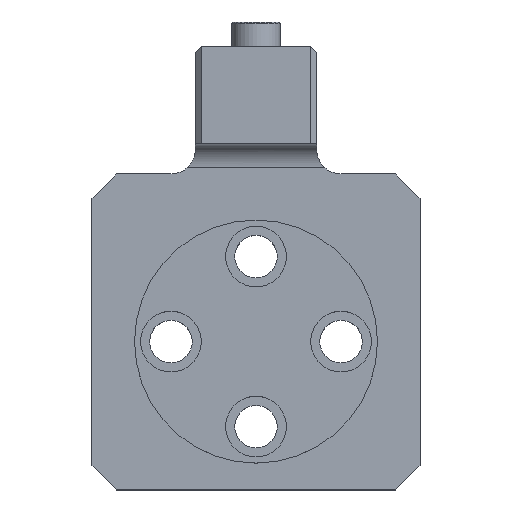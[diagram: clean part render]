
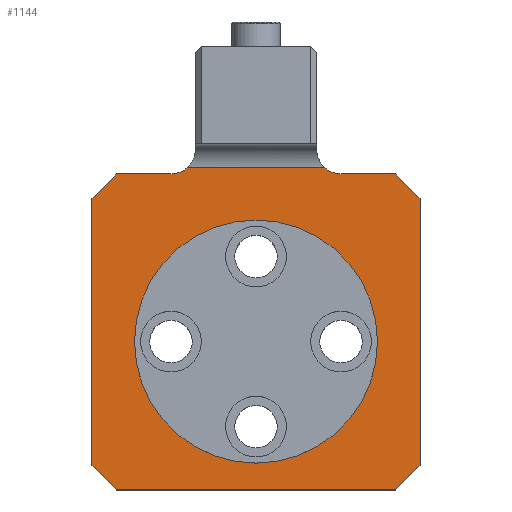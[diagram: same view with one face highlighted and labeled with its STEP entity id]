
A CAD part, top view. The second image highlights one B-rep face of the part: STEP entity #1144.
In plain terms, the highlighted planar face has unit normal (0, 0, 1).
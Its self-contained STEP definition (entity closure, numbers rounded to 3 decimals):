
#78=LINE('',#1942,#158);
#86=LINE('',#1977,#166);
#90=LINE('',#1991,#170);
#102=LINE('',#2013,#182);
#104=LINE('',#2016,#184);
#105=LINE('',#2020,#185);
#109=LINE('',#2026,#189);
#110=LINE('',#2029,#190);
#113=LINE('',#2040,#193);
#114=LINE('',#2042,#194);
#158=VECTOR('',#1582,10.);
#166=VECTOR('',#1604,10.);
#170=VECTOR('',#1618,10.);
#182=VECTOR('',#1634,10.);
#184=VECTOR('',#1638,10.);
#185=VECTOR('',#1641,10.);
#189=VECTOR('',#1647,10.);
#190=VECTOR('',#1650,10.);
#193=VECTOR('',#1665,10.);
#194=VECTOR('',#1668,10.);
#243=FACE_BOUND('',#384,.T.);
#300=FACE_OUTER_BOUND('',#383,.T.);
#383=EDGE_LOOP('',(#1008,#1009,#1010,#1011,#1012,#1013,#1014,#1015,#1016,
#1017,#1018,#1019));
#384=EDGE_LOOP('',(#1020));
#454=CIRCLE('',#1310,2.);
#456=CIRCLE('',#1314,2.);
#458=CIRCLE('',#1325,10.);
#541=VERTEX_POINT('',#1927);
#543=VERTEX_POINT('',#1941);
#549=VERTEX_POINT('',#1968);
#551=VERTEX_POINT('',#1975);
#554=VERTEX_POINT('',#1983);
#555=VERTEX_POINT('',#1989);
#556=VERTEX_POINT('',#1990);
#564=VERTEX_POINT('',#2012);
#565=VERTEX_POINT('',#2018);
#566=VERTEX_POINT('',#2019);
#567=VERTEX_POINT('',#2024);
#568=VERTEX_POINT('',#2028);
#570=VERTEX_POINT('',#2034);
#677=EDGE_CURVE('',#541,#543,#78,.T.);
#686=EDGE_CURVE('',#549,#541,#454,.T.);
#690=EDGE_CURVE('',#549,#551,#86,.T.);
#693=EDGE_CURVE('',#543,#554,#456,.T.);
#696=EDGE_CURVE('',#555,#556,#90,.T.);
#708=EDGE_CURVE('',#564,#556,#102,.T.);
#710=EDGE_CURVE('',#564,#551,#104,.T.);
#711=EDGE_CURVE('',#565,#566,#105,.T.);
#715=EDGE_CURVE('',#565,#567,#109,.T.);
#716=EDGE_CURVE('',#568,#567,#110,.T.);
#720=EDGE_CURVE('',#570,#570,#458,.T.);
#721=EDGE_CURVE('',#568,#554,#113,.T.);
#722=EDGE_CURVE('',#555,#566,#114,.T.);
#1008=ORIENTED_EDGE('',*,*,#677,.F.);
#1009=ORIENTED_EDGE('',*,*,#686,.F.);
#1010=ORIENTED_EDGE('',*,*,#690,.T.);
#1011=ORIENTED_EDGE('',*,*,#710,.F.);
#1012=ORIENTED_EDGE('',*,*,#708,.T.);
#1013=ORIENTED_EDGE('',*,*,#696,.F.);
#1014=ORIENTED_EDGE('',*,*,#722,.T.);
#1015=ORIENTED_EDGE('',*,*,#711,.F.);
#1016=ORIENTED_EDGE('',*,*,#715,.T.);
#1017=ORIENTED_EDGE('',*,*,#716,.F.);
#1018=ORIENTED_EDGE('',*,*,#721,.T.);
#1019=ORIENTED_EDGE('',*,*,#693,.F.);
#1020=ORIENTED_EDGE('',*,*,#720,.T.);
#1087=PLANE('',#1330);
#1144=ADVANCED_FACE('',(#300,#243),#1087,.T.);
#1310=AXIS2_PLACEMENT_3D('',#1970,#1597,#1598);
#1314=AXIS2_PLACEMENT_3D('',#1984,#1610,#1611);
#1325=AXIS2_PLACEMENT_3D('',#2036,#1657,#1658);
#1330=AXIS2_PLACEMENT_3D('',#2043,#1669,#1670);
#1582=DIRECTION('',(1.,0.,0.));
#1597=DIRECTION('center_axis',(0.,0.,1.));
#1598=DIRECTION('ref_axis',(0.707,-0.707,0.));
#1604=DIRECTION('',(-1.,0.,0.));
#1610=DIRECTION('center_axis',(0.,0.,1.));
#1611=DIRECTION('ref_axis',(-0.707,-0.707,0.));
#1618=DIRECTION('',(-0.707,0.707,0.));
#1634=DIRECTION('',(0.,-1.,0.));
#1638=DIRECTION('',(0.707,0.707,0.));
#1641=DIRECTION('',(-0.707,-0.707,0.));
#1647=DIRECTION('',(0.,1.,0.));
#1650=DIRECTION('',(0.707,-0.707,0.));
#1657=DIRECTION('center_axis',(0.,0.,-1.));
#1658=DIRECTION('ref_axis',(-1.,0.,0.));
#1665=DIRECTION('',(-1.,0.,0.));
#1668=DIRECTION('',(1.,0.,0.));
#1669=DIRECTION('center_axis',(0.,0.,1.));
#1670=DIRECTION('ref_axis',(1.,0.,0.));
#1927=CARTESIAN_POINT('',(-5.677,13.5,8.));
#1941=CARTESIAN_POINT('',(5.677,13.5,8.));
#1942=CARTESIAN_POINT('',(-2.5,13.5,8.));
#1968=CARTESIAN_POINT('',(-7.,13.,8.));
#1970=CARTESIAN_POINT('Origin',(-7.,15.,8.));
#1975=CARTESIAN_POINT('',(-11.5,13.,8.));
#1977=CARTESIAN_POINT('',(-5.,13.,8.));
#1983=CARTESIAN_POINT('',(7.,13.,8.));
#1984=CARTESIAN_POINT('Origin',(7.,15.,8.));
#1989=CARTESIAN_POINT('',(-11.5,-13.,8.));
#1990=CARTESIAN_POINT('',(-13.5,-11.,8.));
#1991=CARTESIAN_POINT('',(-13.336,-11.164,8.));
#2012=CARTESIAN_POINT('',(-13.5,11.,8.));
#2013=CARTESIAN_POINT('',(-13.5,13.,8.));
#2016=CARTESIAN_POINT('',(-11.414,13.086,8.));
#2018=CARTESIAN_POINT('',(13.5,-11.,8.));
#2019=CARTESIAN_POINT('',(11.5,-13.,8.));
#2020=CARTESIAN_POINT('',(13.336,-11.164,8.));
#2024=CARTESIAN_POINT('',(13.5,11.,8.));
#2026=CARTESIAN_POINT('',(13.5,-13.,8.));
#2028=CARTESIAN_POINT('',(11.5,13.,8.));
#2029=CARTESIAN_POINT('',(11.414,13.086,8.));
#2034=CARTESIAN_POINT('',(10.,-0.8,8.));
#2036=CARTESIAN_POINT('Origin',(0.,-0.8,8.));
#2040=CARTESIAN_POINT('',(13.5,13.,8.));
#2042=CARTESIAN_POINT('',(-13.5,-13.,8.));
#2043=CARTESIAN_POINT('Origin',(0.,3.844,8.));
